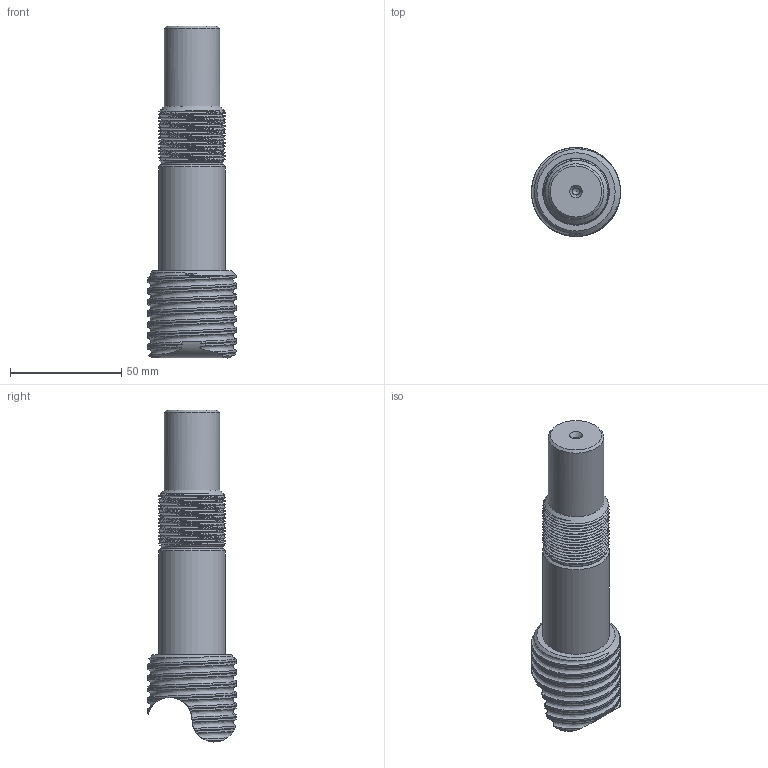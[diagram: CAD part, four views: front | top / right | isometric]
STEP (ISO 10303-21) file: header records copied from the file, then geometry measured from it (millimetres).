
FILE_DESCRIPTION(/* description */ ('Alibre Inc.'),/* implementation_level */ '2;1');
FILE_NAME(/* name */ 'export-B68CF8F6-DB34-4F91-81C7-44F2289C926D',/* time_stamp */ '2025-01-13T10:54:28+01:00',/* author */ (''),/* organization */ (''),/* preprocessor_version */ 'ST-DEVELOPER v17',/* originating_system */ 'Alibre',/* authorisation */ '');
FILE_SCHEMA (('AUTOMOTIVE_DESIGN'));
Length unit declared in the file: millimetre
Bounding box: 40 x 40 x 149.3 mm (x, y, z)
Volume: 102565.6 mm3; surface area: 18948.8 mm2
Topology: 1 solids, 1 shells, 62 faces, 170 edges, 112 vertices
Faces by surface type: bspline 29, cylinder 24, cone 6, plane 3
Full cylindrical faces by diameter (mm): 3.15 x1, 25 x1, 27.7 x1, 30 x1
Entity records: 36563 total; most frequent: CARTESIAN_POINT 35497, ORIENTED_EDGE 312, EDGE_CURVE 156, VERTEX_POINT 108, B_SPLINE_CURVE_WITH_KNOTS 101, FACE_BOUND 74, EDGE_LOOP 73, ADVANCED_FACE 62
